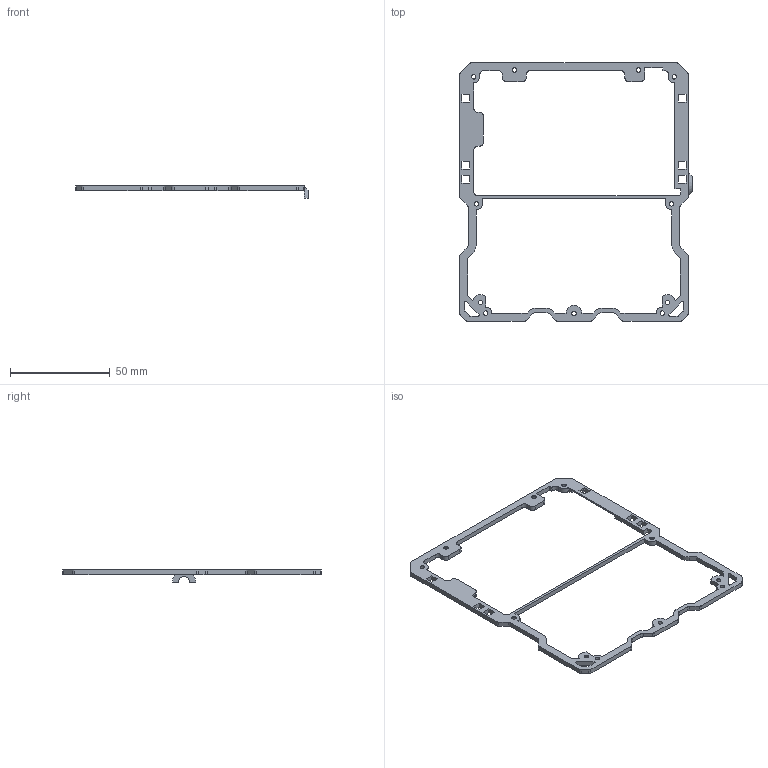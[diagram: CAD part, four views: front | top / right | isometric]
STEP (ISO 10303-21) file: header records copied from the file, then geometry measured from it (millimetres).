
FILE_DESCRIPTION(('FreeCAD Model'),'2;1');
FILE_NAME('Open CASCADE Shape Model','2025-06-09T23:33:57',(''),(''), 'Open CASCADE STEP processor 7.8','FreeCAD','Unknown');
FILE_SCHEMA(('AUTOMOTIVE_DESIGN { 1 0 10303 214 1 1 1 1 }'));
Length unit declared in the file: millimetre
Products named in the file (1): spacer
Bounding box: 117 x 130 x 6.2 mm (x, y, z)
Volume: 6008.2 mm3; surface area: 8780.9 mm2
Topology: 1 solids, 1 shells, 238 faces, 685 edges, 456 vertices
Faces by surface type: plane 164, cylinder 73, cone 1
Full cylindrical faces by diameter (mm): 2.2 x11
Entity records: 7889 total; most frequent: CARTESIAN_POINT 1380, ORIENTED_EDGE 1370, DIRECTION 1313, EDGE_CURVE 685, LINE 535, VECTOR 535, VERTEX_POINT 456, AXIS2_PLACEMENT_3D 389
